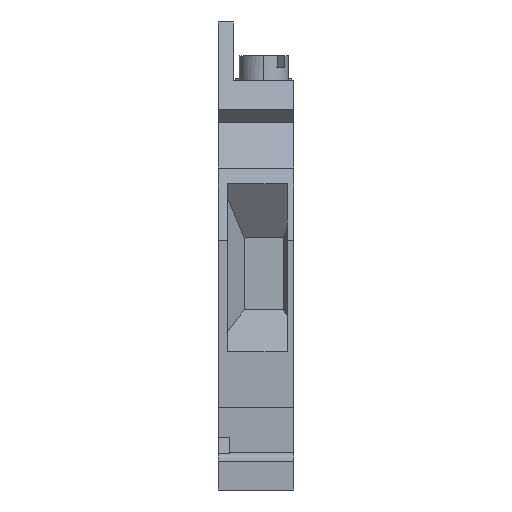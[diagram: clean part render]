
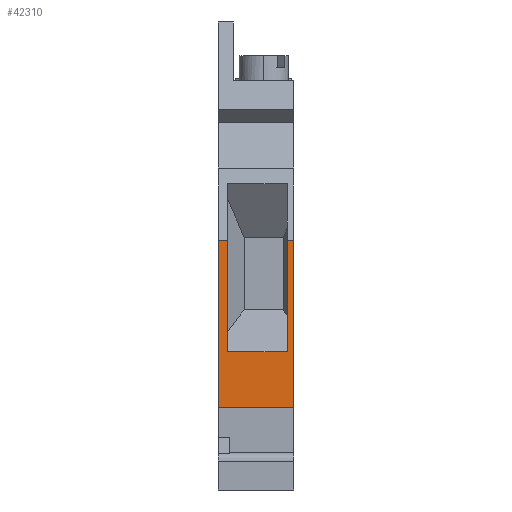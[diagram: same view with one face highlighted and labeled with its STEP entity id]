
A CAD part, front view. The second image highlights one B-rep face of the part: STEP entity #42310.
In plain terms, the highlighted face is planar.
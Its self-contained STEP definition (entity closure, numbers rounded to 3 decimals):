
#4170=CARTESIAN_POINT('',(-172.533,383.966,-8.15));
#4180=VERTEX_POINT('',#4170);
#4210=CARTESIAN_POINT('',(-172.533,391.417,-8.15));
#4220=DIRECTION('',(0.,1.,0.));
#4230=VECTOR('',#4220,1.);
#4240=LINE('',#4210,#4230);
#4250=CARTESIAN_POINT('',(-172.533,365.966,-8.15));
#4260=VERTEX_POINT('',#4250);
#4270=EDGE_CURVE('',#4260,#4180,#4240,.T.);
#41550=CARTESIAN_POINT('',(-172.533,365.966,-8.15));
#41560=DIRECTION('',(0.,0.,-1.));
#41570=VECTOR('',#41560,1.);
#41580=LINE('',#41550,#41570);
#41590=CARTESIAN_POINT('',(-172.533,365.966,
0.));
#41600=VERTEX_POINT('',#41590);
#41610=EDGE_CURVE('',#41600,#4260,#41580,.T.);
#41800=CARTESIAN_POINT('',(-172.533,383.768,-8.15));
#41810=DIRECTION('',(1.,0.,0.));
#41820=DIRECTION('',(0.,1.,0.));
#41830=AXIS2_PLACEMENT_3D('',#41800,#41810,#41820);
#41840=PLANE('',#41830);
#41850=ORIENTED_EDGE('',*,*,#4270,.F.);
#41860=CARTESIAN_POINT('',(-172.533,383.966,-8.15));
#41870=DIRECTION('',(0.,0.,-1.));
#41880=VECTOR('',#41870,1.);
#41890=LINE('',#41860,#41880);
#41900=CARTESIAN_POINT('',(-172.533,383.966,
-7.15));
#41910=VERTEX_POINT('',#41900);
#41920=EDGE_CURVE('',#41910,#4180,#41890,.T.);
#41930=ORIENTED_EDGE('',*,*,#41920,.T.);
#41940=CARTESIAN_POINT('',(-172.533,363.477,
-7.15));
#41950=DIRECTION('',(0.,-1.,0.));
#41960=VECTOR('',#41950,1.);
#41970=LINE('',#41940,#41960);
#41980=CARTESIAN_POINT('',(-172.533,371.966,
-7.15));
#41990=VERTEX_POINT('',#41980);
#42000=EDGE_CURVE('',#41910,#41990,#41970,.T.);
#42010=ORIENTED_EDGE('',*,*,#42000,.F.);
#42020=CARTESIAN_POINT('',(-172.533,371.966,-8.15));
#42030=DIRECTION('',(0.,0.,-1.));
#42040=VECTOR('',#42030,1.);
#42050=LINE('',#42020,#42040);
#42060=CARTESIAN_POINT('',(-172.533,371.966,
-0.7));
#42070=VERTEX_POINT('',#42060);
#42080=EDGE_CURVE('',#42070,#41990,#42050,.T.);
#42090=ORIENTED_EDGE('',*,*,#42080,.T.);
#42100=CARTESIAN_POINT('',(-172.533,363.477,
-0.7));
#42110=DIRECTION('',(0.,1.,0.));
#42120=VECTOR('',#42110,1.);
#42130=LINE('',#42100,#42120);
#42140=CARTESIAN_POINT('',(-172.533,383.966,
-0.7));
#42150=VERTEX_POINT('',#42140);
#42160=EDGE_CURVE('',#42070,#42150,#42130,.T.);
#42170=ORIENTED_EDGE('',*,*,#42160,.F.);
#42180=CARTESIAN_POINT('',(-172.533,383.966,
0.));
#42190=VERTEX_POINT('',#42180);
#42200=EDGE_CURVE('',#42190,#42150,#41890,.T.);
#42210=ORIENTED_EDGE('',*,*,#42200,.T.);
#42220=CARTESIAN_POINT('',(-172.533,391.417,
0.));
#42230=DIRECTION('',(0.,1.,0.));
#42240=VECTOR('',#42230,1.);
#42250=LINE('',#42220,#42240);
#42260=EDGE_CURVE('',#41600,#42190,#42250,.T.);
#42270=ORIENTED_EDGE('',*,*,#42260,.T.);
#42280=ORIENTED_EDGE('',*,*,#41610,.F.);
#42290=EDGE_LOOP('',(#42280,#42270,#42210,#42170,#42090,#42010,#41930,
#41850));
#42300=FACE_OUTER_BOUND('',#42290,.T.);
#42310=ADVANCED_FACE('',(#42300),#41840,.F.);
